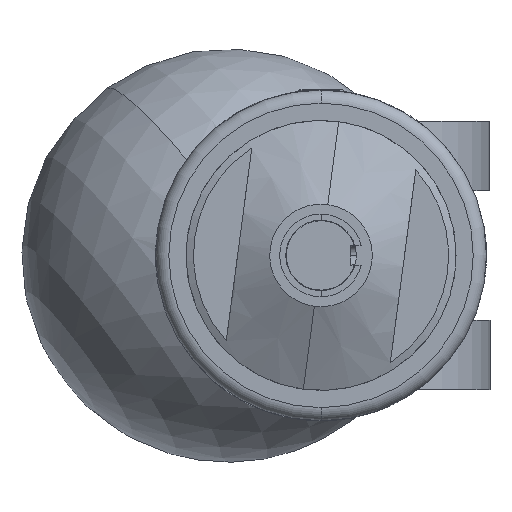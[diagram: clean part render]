
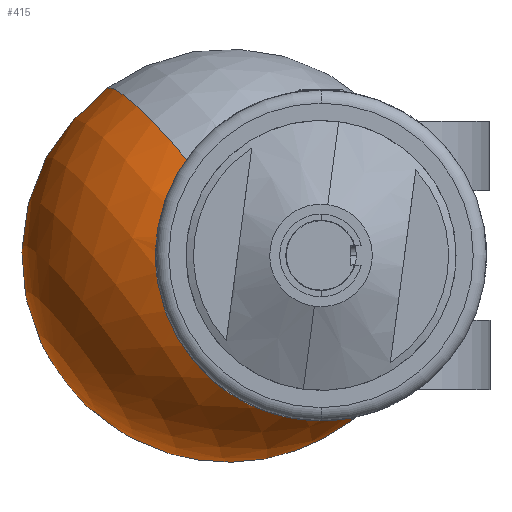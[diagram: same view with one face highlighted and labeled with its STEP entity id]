
A CAD part, left-side view. The second image highlights one B-rep face of the part: STEP entity #415.
In plain terms, the highlighted spherical face has radius 15.875 mm.
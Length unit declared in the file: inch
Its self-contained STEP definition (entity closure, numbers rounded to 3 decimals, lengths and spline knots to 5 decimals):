
#103 = AXIS2_PLACEMENT_3D ( 'NONE', #2531, #4796, #5846 ) ;
#237 = EDGE_LOOP ( 'NONE', ( #4598, #8675, #448, #6515 ) ) ;
#415 = ADVANCED_FACE ( 'NONE', ( #2900 ), #6079, .T. ) ;
#448 = ORIENTED_EDGE ( 'NONE', *, *, #1119, .T. ) ;
#604 = CARTESIAN_POINT ( 'NONE',  ( 5.19453, 0.04597, -0.20274 ) ) ;
#609 = VERTEX_POINT ( 'NONE', #10319 ) ;
#1119 = EDGE_CURVE ( 'NONE', #9203, #2420, #11334, .T. ) ;
#1569 = DIRECTION ( 'NONE',  ( 0.127, -0.801, 0.585 ) ) ;
#1927 = VERTEX_POINT ( 'NONE', #3036 ) ;
#1987 = CARTESIAN_POINT ( 'NONE',  ( 5.73742, 0.28004, 0. ) ) ;
#2280 = DIRECTION ( 'NONE',  ( -0.127, 0.801, -0.585 ) ) ;
#2410 = CARTESIAN_POINT ( 'NONE',  ( 5.73742, 0.28004, 0. ) ) ;
#2420 = VERTEX_POINT ( 'NONE', #5501 ) ;
#2531 = CARTESIAN_POINT ( 'NONE',  ( 5.73742, 0.28004, 0. ) ) ;
#2541 = CARTESIAN_POINT ( 'NONE',  ( 5.17165, 0.19044, 0. ) ) ;
#2543 = EDGE_CURVE ( 'NONE', #609, #1927, #5718, .T. ) ;
#2682 = DIRECTION ( 'NONE',  ( 0.988, 0.156, 0. ) ) ;
#2900 = FACE_OUTER_BOUND ( 'NONE', #237, .T. ) ;
#3036 = CARTESIAN_POINT ( 'NONE',  ( 5.14877, 0.3349, 0.20274 ) ) ;
#3192 = CIRCLE ( 'NONE', #7202, 0.625 ) ;
#4598 = ORIENTED_EDGE ( 'NONE', *, *, #2543, .F. ) ;
#4796 = DIRECTION ( 'NONE',  ( 0.127, -0.801, 0.585 ) ) ;
#4831 = DIRECTION ( 'NONE',  ( 0.988, 0.156, 0. ) ) ;
#5501 = CARTESIAN_POINT ( 'NONE',  ( 5.13993, 0.39068, -0.14627 ) ) ;
#5673 = CARTESIAN_POINT ( 'NONE',  ( 5.17165, 0.19044, 0. ) ) ;
#5718 = CIRCLE ( 'NONE', #103, 0.625 ) ;
#5846 = DIRECTION ( 'NONE',  ( 0., -0.59, -0.808 ) ) ;
#6079 = SPHERICAL_SURFACE ( 'NONE', #11761, 0.625 ) ;
#6369 = AXIS2_PLACEMENT_3D ( 'NONE', #5673, #4831, #11636 ) ;
#6515 = ORIENTED_EDGE ( 'NONE', *, *, #10500, .T. ) ;
#6568 = CIRCLE ( 'NONE', #6369, 0.25 ) ;
#7178 = DIRECTION ( 'NONE',  ( 0.092, -0.578, -0.811 ) ) ;
#7202 = AXIS2_PLACEMENT_3D ( 'NONE', #2410, #2280, #9289 ) ;
#8028 = DIRECTION ( 'NONE',  ( 0.127, -0.801, 0.585 ) ) ;
#8675 = ORIENTED_EDGE ( 'NONE', *, *, #11042, .T. ) ;
#9099 = AXIS2_PLACEMENT_3D ( 'NONE', #2541, #2682, #1569 ) ;
#9203 = VERTEX_POINT ( 'NONE', #604 ) ;
#9289 = DIRECTION ( 'NONE',  ( 0., 0.59, 0.808 ) ) ;
#10319 = CARTESIAN_POINT ( 'NONE',  ( 6.35472, 0.37782, 0. ) ) ;
#10500 = EDGE_CURVE ( 'NONE', #2420, #1927, #6568, .T. ) ;
#11042 = EDGE_CURVE ( 'NONE', #609, #9203, #3192, .T. ) ;
#11334 = CIRCLE ( 'NONE', #9099, 0.25 ) ;
#11636 = DIRECTION ( 'NONE',  ( 0.127, -0.801, 0.585 ) ) ;
#11761 = AXIS2_PLACEMENT_3D ( 'NONE', #1987, #8028, #7178 ) ;
